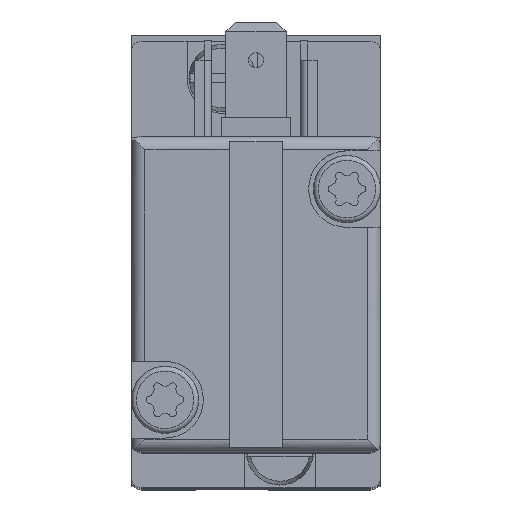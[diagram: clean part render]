
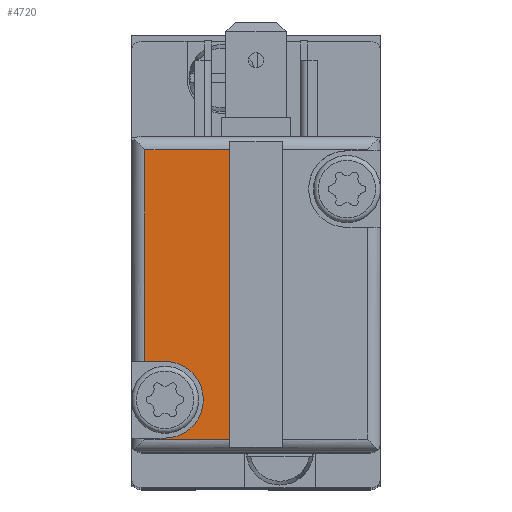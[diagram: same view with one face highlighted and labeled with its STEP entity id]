
A CAD part, top view. The second image highlights one B-rep face of the part: STEP entity #4720.
In plain terms, the highlighted face is planar.
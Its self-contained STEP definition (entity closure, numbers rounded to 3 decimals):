
#438=LINE('',#8689,#834);
#439=LINE('',#8692,#835);
#440=LINE('',#8694,#836);
#441=LINE('',#8696,#837);
#442=LINE('',#8698,#838);
#443=LINE('',#8702,#839);
#444=LINE('',#8704,#840);
#834=VECTOR('',#7181,1000.);
#835=VECTOR('',#7182,1000.);
#836=VECTOR('',#7183,1000.);
#837=VECTOR('',#7184,1000.);
#838=VECTOR('',#7185,1000.);
#839=VECTOR('',#7188,1000.);
#840=VECTOR('',#7189,1000.);
#1706=ORIENTED_EDGE('',*,*,#2685,.F.);
#1707=ORIENTED_EDGE('',*,*,#2686,.T.);
#1708=ORIENTED_EDGE('',*,*,#2687,.T.);
#1709=ORIENTED_EDGE('',*,*,#2688,.F.);
#1710=ORIENTED_EDGE('',*,*,#2689,.F.);
#1711=ORIENTED_EDGE('',*,*,#2690,.F.);
#1712=ORIENTED_EDGE('',*,*,#2691,.F.);
#1713=ORIENTED_EDGE('',*,*,#2692,.F.);
#2685=EDGE_CURVE('',#3243,#3244,#438,.F.);
#2686=EDGE_CURVE('',#3243,#3245,#439,.T.);
#2687=EDGE_CURVE('',#3245,#3246,#440,.F.);
#2688=EDGE_CURVE('',#3247,#3246,#441,.T.);
#2689=EDGE_CURVE('',#3248,#3247,#442,.T.);
#2690=EDGE_CURVE('',#3249,#3248,#3535,.T.);
#2691=EDGE_CURVE('',#3250,#3249,#443,.T.);
#2692=EDGE_CURVE('',#3244,#3250,#444,.T.);
#3243=VERTEX_POINT('',#8690);
#3244=VERTEX_POINT('',#8691);
#3245=VERTEX_POINT('',#8693);
#3246=VERTEX_POINT('',#8695);
#3247=VERTEX_POINT('',#8697);
#3248=VERTEX_POINT('',#8699);
#3249=VERTEX_POINT('',#8701);
#3250=VERTEX_POINT('',#8703);
#3535=CIRCLE('',#6120,4.);
#3862=EDGE_LOOP('',(#1706,#1707,#1708,#1709,#1710,#1711,#1712,#1713));
#4252=FACE_BOUND('',#3862,.T.);
#4495=PLANE('',#6119);
#4720=ADVANCED_FACE('',(#4252),#4495,.T.);
#6119=AXIS2_PLACEMENT_3D('',#8688,#7179,#7180);
#6120=AXIS2_PLACEMENT_3D('',#8700,#7186,#7187);
#7179=DIRECTION('',(0.,1.,0.));
#7180=DIRECTION('',(0.,0.,1.));
#7181=DIRECTION('',(0.,0.,-1.));
#7182=DIRECTION('',(-1.,0.,0.));
#7183=DIRECTION('',(0.,0.,-1.));
#7184=DIRECTION('',(-1.,0.,0.));
#7185=DIRECTION('',(0.,0.,1.));
#7186=DIRECTION('',(0.,1.,0.));
#7187=DIRECTION('',(1.,0.,0.));
#7188=DIRECTION('',(0.,0.,-1.));
#7189=DIRECTION('',(-1.,0.,0.));
#8688=CARTESIAN_POINT('',(6.,127.,9.3));
#8689=CARTESIAN_POINT('',(36.6,127.,16.));
#8690=CARTESIAN_POINT('',(36.6,127.,0.05));
#8691=CARTESIAN_POINT('',(36.6,127.,8.9));
#8692=CARTESIAN_POINT('',(40.,127.,0.05));
#8693=CARTESIAN_POINT('',(6.4,127.,0.05));
#8694=CARTESIAN_POINT('',(6.4,127.,16.));
#8695=CARTESIAN_POINT('',(6.4,127.,8.9));
#8696=CARTESIAN_POINT('',(40.,127.,8.9));
#8697=CARTESIAN_POINT('',(28.5,127.,8.9));
#8698=CARTESIAN_POINT('',(28.5,127.,6.8));
#8699=CARTESIAN_POINT('',(28.5,127.,6.8));
#8700=CARTESIAN_POINT('',(32.5,127.,6.8));
#8701=CARTESIAN_POINT('',(36.5,127.,6.8));
#8702=CARTESIAN_POINT('',(36.5,127.,11.8));
#8703=CARTESIAN_POINT('',(36.5,127.,8.9));
#8704=CARTESIAN_POINT('',(40.,127.,8.9));
